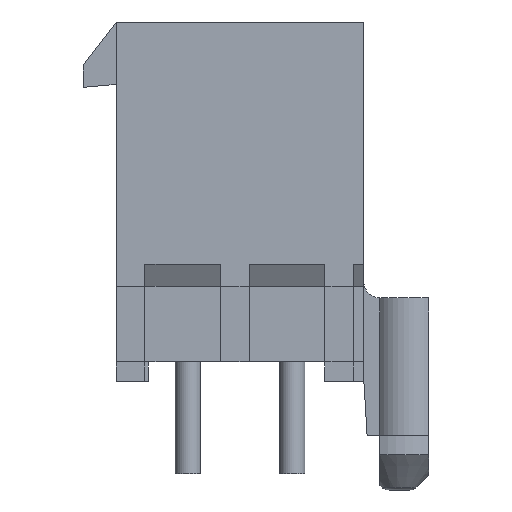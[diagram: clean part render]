
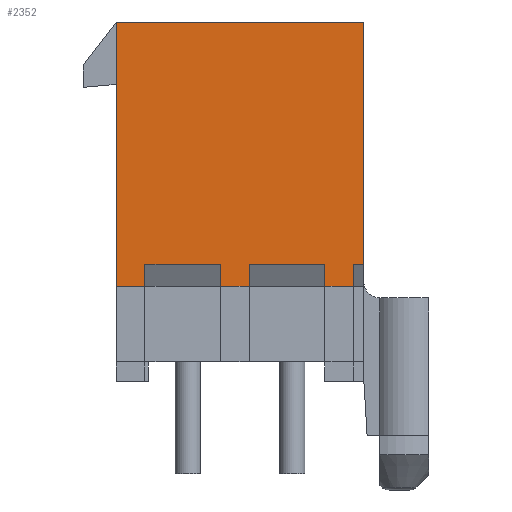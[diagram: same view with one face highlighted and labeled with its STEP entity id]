
A CAD part, front view. The second image highlights one B-rep face of the part: STEP entity #2352.
In plain terms, the highlighted planar face has unit normal (0, -1, 0).
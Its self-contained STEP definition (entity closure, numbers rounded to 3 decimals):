
#154=DIRECTION('',(-1.,0.,0.));
#155=VECTOR('',#154,0.406);
#156=CARTESIAN_POINT('',(4.915,-2.794,-9.601));
#157=LINE('',#156,#155);
#158=DIRECTION('',(1.,0.,0.));
#159=VECTOR('',#158,1.143);
#160=CARTESIAN_POINT('',(3.366,-2.794,-10.49));
#161=LINE('',#160,#159);
#162=DIRECTION('',(-1.,0.,0.));
#163=VECTOR('',#162,2.997);
#164=CARTESIAN_POINT('',(3.366,-2.794,-9.601));
#165=LINE('',#164,#163);
#166=DIRECTION('',(1.,0.,0.));
#167=VECTOR('',#166,1.143);
#168=CARTESIAN_POINT('',(-0.775,-2.794,-10.49));
#169=LINE('',#168,#167);
#170=DIRECTION('',(-1.,0.,0.));
#171=VECTOR('',#170,2.997);
#172=CARTESIAN_POINT('',(-0.775,-2.794,-9.601));
#173=LINE('',#172,#171);
#174=DIRECTION('',(1.,0.,0.));
#175=VECTOR('',#174,1.143);
#176=CARTESIAN_POINT('',(-4.915,-2.794,-10.49));
#177=LINE('',#176,#175);
#178=DIRECTION('',(0.,0.,1.));
#179=VECTOR('',#178,10.49);
#180=CARTESIAN_POINT('',(-4.915,-2.794,-10.49));
#181=LINE('',#180,#179);
#182=DIRECTION('',(1.,0.,0.));
#183=VECTOR('',#182,9.83);
#184=CARTESIAN_POINT('',(-4.915,-2.794,0.));
#185=LINE('',#184,#183);
#186=DIRECTION('',(0.,0.,-1.));
#187=VECTOR('',#186,9.601);
#188=CARTESIAN_POINT('',(4.915,-2.794,0.));
#189=LINE('',#188,#187);
#202=DIRECTION('',(0.,0.,1.));
#203=VECTOR('',#202,0.889);
#204=CARTESIAN_POINT('',(-3.772,-2.794,-10.49));
#205=LINE('',#204,#203);
#789=DIRECTION('',(0.,0.,1.));
#790=VECTOR('',#789,0.889);
#791=CARTESIAN_POINT('',(-0.775,-2.794,-10.49));
#792=LINE('',#791,#790);
#837=DIRECTION('',(0.,0.,1.));
#838=VECTOR('',#837,0.889);
#839=CARTESIAN_POINT('',(3.366,-2.794,-10.49));
#840=LINE('',#839,#838);
#873=DIRECTION('',(0.,0.,1.));
#874=VECTOR('',#873,0.889);
#875=CARTESIAN_POINT('',(4.509,-2.794,-10.49));
#876=LINE('',#875,#874);
#901=DIRECTION('',(0.,0.,1.));
#902=VECTOR('',#901,0.889);
#903=CARTESIAN_POINT('',(0.368,-2.794,-10.49));
#904=LINE('',#903,#902);
#1801=CARTESIAN_POINT('',(-4.915,-2.794,0.));
#1802=CARTESIAN_POINT('',(4.915,-2.794,0.));
#1803=VERTEX_POINT('',#1801);
#1804=VERTEX_POINT('',#1802);
#1885=CARTESIAN_POINT('',(-4.915,-2.794,-10.49));
#1886=VERTEX_POINT('',#1885);
#1891=CARTESIAN_POINT('',(-3.772,-2.794,-10.49));
#1892=VERTEX_POINT('',#1891);
#1901=CARTESIAN_POINT('',(-3.772,-2.794,-9.601));
#1902=VERTEX_POINT('',#1901);
#1907=CARTESIAN_POINT('',(-0.775,-2.794,-10.49));
#1908=VERTEX_POINT('',#1907);
#1913=CARTESIAN_POINT('',(0.368,-2.794,-10.49));
#1914=VERTEX_POINT('',#1913);
#1923=CARTESIAN_POINT('',(-0.775,-2.794,-9.601));
#1924=VERTEX_POINT('',#1923);
#1925=CARTESIAN_POINT('',(0.368,-2.794,-9.601));
#1926=VERTEX_POINT('',#1925);
#1931=CARTESIAN_POINT('',(3.366,-2.794,-10.49));
#1932=VERTEX_POINT('',#1931);
#1937=CARTESIAN_POINT('',(4.509,-2.794,-10.49));
#1938=VERTEX_POINT('',#1937);
#1951=CARTESIAN_POINT('',(3.366,-2.794,-9.601));
#1952=VERTEX_POINT('',#1951);
#1953=CARTESIAN_POINT('',(4.509,-2.794,-9.601));
#1954=VERTEX_POINT('',#1953);
#1955=CARTESIAN_POINT('',(4.915,-2.794,-9.601));
#1956=VERTEX_POINT('',#1955);
#2317=CARTESIAN_POINT('',(0.,-2.794,0.));
#2318=DIRECTION('',(0.,1.,0.));
#2319=DIRECTION('',(1.,0.,0.));
#2320=AXIS2_PLACEMENT_3D('',#2317,#2318,#2319);
#2321=PLANE('',#2320);
#2323=ORIENTED_EDGE('',*,*,#2322,.T.);
#2325=ORIENTED_EDGE('',*,*,#2324,.F.);
#2327=ORIENTED_EDGE('',*,*,#2326,.F.);
#2329=ORIENTED_EDGE('',*,*,#2328,.T.);
#2331=ORIENTED_EDGE('',*,*,#2330,.T.);
#2333=ORIENTED_EDGE('',*,*,#2332,.F.);
#2335=ORIENTED_EDGE('',*,*,#2334,.F.);
#2337=ORIENTED_EDGE('',*,*,#2336,.T.);
#2339=ORIENTED_EDGE('',*,*,#2338,.T.);
#2341=ORIENTED_EDGE('',*,*,#2340,.F.);
#2343=ORIENTED_EDGE('',*,*,#2342,.F.);
#2345=ORIENTED_EDGE('',*,*,#2344,.T.);
#2347=ORIENTED_EDGE('',*,*,#2346,.T.);
#2349=ORIENTED_EDGE('',*,*,#2348,.T.);
#2350=EDGE_LOOP('',(#2323,#2325,#2327,#2329,#2331,#2333,#2335,#2337,#2339,#2341,
#2343,#2345,#2347,#2349));
#2351=FACE_OUTER_BOUND('',#2350,.F.);
#2322=EDGE_CURVE('',#1956,#1954,#157,.T.);
#2324=EDGE_CURVE('',#1938,#1954,#876,.T.);
#2326=EDGE_CURVE('',#1932,#1938,#161,.T.);
#2328=EDGE_CURVE('',#1932,#1952,#840,.T.);
#2330=EDGE_CURVE('',#1952,#1926,#165,.T.);
#2332=EDGE_CURVE('',#1914,#1926,#904,.T.);
#2334=EDGE_CURVE('',#1908,#1914,#169,.T.);
#2336=EDGE_CURVE('',#1908,#1924,#792,.T.);
#2338=EDGE_CURVE('',#1924,#1902,#173,.T.);
#2340=EDGE_CURVE('',#1892,#1902,#205,.T.);
#2342=EDGE_CURVE('',#1886,#1892,#177,.T.);
#2344=EDGE_CURVE('',#1886,#1803,#181,.T.);
#2346=EDGE_CURVE('',#1803,#1804,#185,.T.);
#2348=EDGE_CURVE('',#1804,#1956,#189,.T.);
#2352=ADVANCED_FACE('',(#2351),#2321,.F.);
